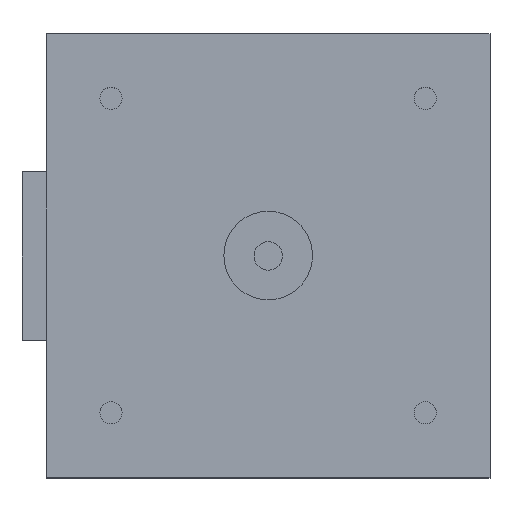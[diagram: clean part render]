
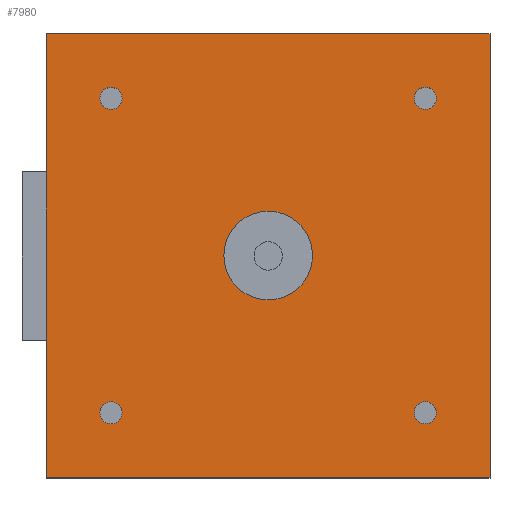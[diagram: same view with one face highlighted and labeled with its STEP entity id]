
A CAD part, top view. The second image highlights one B-rep face of the part: STEP entity #7980.
In plain terms, the highlighted planar face has unit normal (0, 0, 1).
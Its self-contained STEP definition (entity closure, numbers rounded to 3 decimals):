
#603=CIRCLE('',#9209,10.);
#605=CIRCLE('',#9220,2.5);
#607=CIRCLE('',#9223,2.5);
#609=CIRCLE('',#9226,2.5);
#611=CIRCLE('',#9229,2.5);
#982=FACE_BOUND('',#1928,.T.);
#983=FACE_BOUND('',#1929,.T.);
#984=FACE_BOUND('',#1930,.T.);
#985=FACE_BOUND('',#1931,.T.);
#986=FACE_BOUND('',#1932,.T.);
#1371=FACE_OUTER_BOUND('',#1927,.T.);
#1927=EDGE_LOOP('',(#6665,#6666,#6667,#6668));
#1928=EDGE_LOOP('',(#6669));
#1929=EDGE_LOOP('',(#6670));
#1930=EDGE_LOOP('',(#6671));
#1931=EDGE_LOOP('',(#6672));
#1932=EDGE_LOOP('',(#6673));
#2599=LINE('',#13594,#3293);
#2619=LINE('',#13650,#3313);
#2621=LINE('',#13653,#3315);
#2622=LINE('',#13655,#3316);
#3293=VECTOR('',#11078,10.);
#3313=VECTOR('',#11134,10.);
#3315=VECTOR('',#11138,10.);
#3316=VECTOR('',#11141,10.);
#3968=VERTEX_POINT('',#13531);
#3990=VERTEX_POINT('',#13591);
#3991=VERTEX_POINT('',#13593);
#3996=VERTEX_POINT('',#13605);
#3998=VERTEX_POINT('',#13611);
#4000=VERTEX_POINT('',#13617);
#4002=VERTEX_POINT('',#13623);
#4008=VERTEX_POINT('',#13647);
#4009=VERTEX_POINT('',#13649);
#4874=EDGE_CURVE('',#3968,#3968,#603,.T.);
#4905=EDGE_CURVE('',#3991,#3990,#2599,.T.);
#4911=EDGE_CURVE('',#3996,#3996,#605,.T.);
#4914=EDGE_CURVE('',#3998,#3998,#607,.T.);
#4917=EDGE_CURVE('',#4000,#4000,#609,.T.);
#4920=EDGE_CURVE('',#4002,#4002,#611,.T.);
#4933=EDGE_CURVE('',#4009,#4008,#2619,.T.);
#4935=EDGE_CURVE('',#4008,#3991,#2621,.T.);
#4936=EDGE_CURVE('',#3990,#4009,#2622,.T.);
#6665=ORIENTED_EDGE('',*,*,#4936,.T.);
#6666=ORIENTED_EDGE('',*,*,#4933,.T.);
#6667=ORIENTED_EDGE('',*,*,#4935,.T.);
#6668=ORIENTED_EDGE('',*,*,#4905,.T.);
#6669=ORIENTED_EDGE('',*,*,#4874,.T.);
#6670=ORIENTED_EDGE('',*,*,#4911,.T.);
#6671=ORIENTED_EDGE('',*,*,#4914,.T.);
#6672=ORIENTED_EDGE('',*,*,#4917,.T.);
#6673=ORIENTED_EDGE('',*,*,#4920,.T.);
#7582=PLANE('',#9239);
#7980=ADVANCED_FACE('',(#1371,#982,#983,#984,#985,#986),#7582,.T.);
#9209=AXIS2_PLACEMENT_3D('',#13532,#11029,#11030);
#9220=AXIS2_PLACEMENT_3D('',#13606,#11086,#11087);
#9223=AXIS2_PLACEMENT_3D('',#13612,#11093,#11094);
#9226=AXIS2_PLACEMENT_3D('',#13618,#11100,#11101);
#9229=AXIS2_PLACEMENT_3D('',#13624,#11107,#11108);
#9239=AXIS2_PLACEMENT_3D('',#13656,#11142,#11143);
#11029=DIRECTION('center_axis',(0.,0.,-1.));
#11030=DIRECTION('ref_axis',(-1.,0.,0.));
#11078=DIRECTION('',(0.,-1.,0.));
#11086=DIRECTION('center_axis',(0.,0.,-1.));
#11087=DIRECTION('ref_axis',(-1.,0.,0.));
#11093=DIRECTION('center_axis',(0.,0.,-1.));
#11094=DIRECTION('ref_axis',(-1.,0.,0.));
#11100=DIRECTION('center_axis',(0.,0.,-1.));
#11101=DIRECTION('ref_axis',(-1.,0.,0.));
#11107=DIRECTION('center_axis',(0.,0.,-1.));
#11108=DIRECTION('ref_axis',(-1.,0.,0.));
#11134=DIRECTION('',(0.,1.,0.));
#11138=DIRECTION('',(-1.,0.,0.));
#11141=DIRECTION('',(1.,0.,0.));
#11142=DIRECTION('center_axis',(0.,0.,1.));
#11143=DIRECTION('ref_axis',(-1.,0.,0.));
#13531=CARTESIAN_POINT('',(10.,0.,112.2));
#13532=CARTESIAN_POINT('Origin',(0.,0.,112.2));
#13591=CARTESIAN_POINT('',(-50.,-50.,112.2));
#13593=CARTESIAN_POINT('',(-50.,50.,112.2));
#13594=CARTESIAN_POINT('',(-50.,50.,112.2));
#13605=CARTESIAN_POINT('',(37.929,35.429,112.2));
#13606=CARTESIAN_POINT('Origin',(35.429,35.429,112.2));
#13611=CARTESIAN_POINT('',(37.929,-35.429,112.2));
#13612=CARTESIAN_POINT('Origin',(35.429,-35.429,112.2));
#13617=CARTESIAN_POINT('',(-32.929,35.429,112.2));
#13618=CARTESIAN_POINT('Origin',(-35.429,35.429,112.2));
#13623=CARTESIAN_POINT('',(-32.929,-35.429,112.2));
#13624=CARTESIAN_POINT('Origin',(-35.429,-35.429,112.2));
#13647=CARTESIAN_POINT('',(50.,50.,112.2));
#13649=CARTESIAN_POINT('',(50.,-50.,112.2));
#13650=CARTESIAN_POINT('',(50.,-50.,112.2));
#13653=CARTESIAN_POINT('',(50.,50.,112.2));
#13655=CARTESIAN_POINT('',(-50.,-50.,112.2));
#13656=CARTESIAN_POINT('Origin',(0.,0.,112.2));
